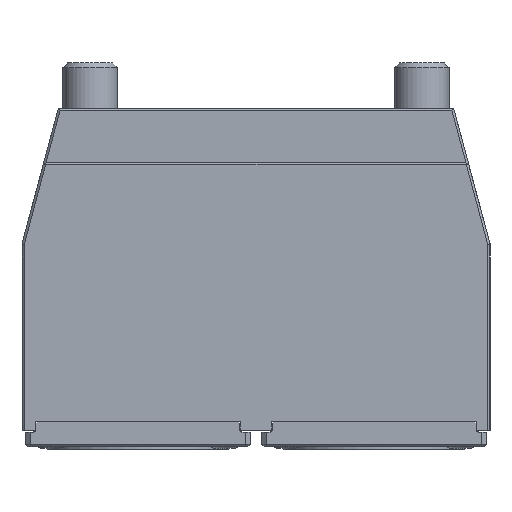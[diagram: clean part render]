
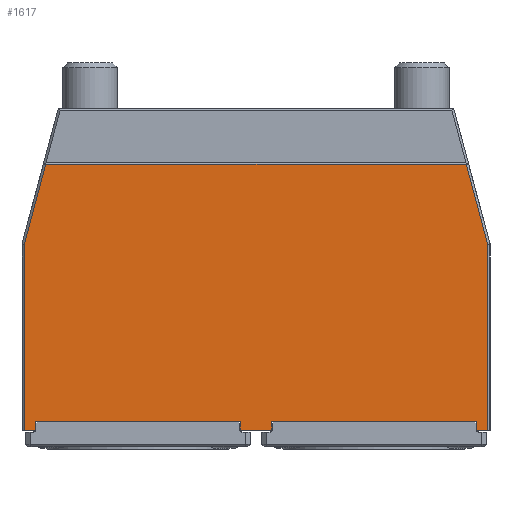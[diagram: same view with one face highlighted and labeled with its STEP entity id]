
A CAD part, left-side view. The second image highlights one B-rep face of the part: STEP entity #1617.
In plain terms, the highlighted planar face has unit normal (-1, 0, 0).
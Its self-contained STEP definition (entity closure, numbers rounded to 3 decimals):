
#278=LINE('',#9447,#780);
#280=LINE('',#9451,#782);
#283=LINE('',#9457,#785);
#287=LINE('',#9466,#789);
#290=LINE('',#9472,#792);
#294=LINE('',#9481,#796);
#297=LINE('',#9486,#799);
#299=LINE('',#9490,#801);
#303=LINE('',#9497,#805);
#304=LINE('',#9499,#806);
#309=LINE('',#9508,#811);
#311=LINE('',#9512,#813);
#315=LINE('',#9520,#817);
#322=LINE('',#9533,#824);
#323=LINE('',#9535,#825);
#324=LINE('',#9537,#826);
#325=LINE('',#9538,#827);
#326=LINE('',#9540,#828);
#780=VECTOR('',#6664,1.);
#782=VECTOR('',#6668,1.);
#785=VECTOR('',#6673,1.);
#789=VECTOR('',#6679,1.);
#792=VECTOR('',#6684,1.);
#796=VECTOR('',#6690,1.);
#799=VECTOR('',#6695,1.);
#801=VECTOR('',#6699,1.);
#805=VECTOR('',#6705,1.);
#806=VECTOR('',#6708,1.);
#811=VECTOR('',#6715,1.);
#813=VECTOR('',#6719,1.);
#817=VECTOR('',#6725,1.);
#824=VECTOR('',#6736,1.);
#825=VECTOR('',#6739,1.);
#826=VECTOR('',#6740,1.);
#827=VECTOR('',#6741,1.);
#828=VECTOR('',#6742,1.);
#1617=ADVANCED_FACE('',(#2145),#1924,.F.);
#1924=PLANE('',#5792);
#2145=FACE_OUTER_BOUND('',#2435,.T.);
#2435=EDGE_LOOP('',(#3359,#3360,#3361,#3362,#3363,#3364,#3365,#3366,#3367,
#3368,#3369,#3370,#3371,#3372,#3373,#3374,#3375,#3376));
#3359=ORIENTED_EDGE('',*,*,#5027,.T.);
#3360=ORIENTED_EDGE('',*,*,#5022,.T.);
#3361=ORIENTED_EDGE('',*,*,#5021,.T.);
#3362=ORIENTED_EDGE('',*,*,#5017,.T.);
#3363=ORIENTED_EDGE('',*,*,#5015,.T.);
#3364=ORIENTED_EDGE('',*,*,#5012,.T.);
#3365=ORIENTED_EDGE('',*,*,#5040,.F.);
#3366=ORIENTED_EDGE('',*,*,#5041,.F.);
#3367=ORIENTED_EDGE('',*,*,#5042,.F.);
#3368=ORIENTED_EDGE('',*,*,#5029,.T.);
#3369=ORIENTED_EDGE('',*,*,#5008,.T.);
#3370=ORIENTED_EDGE('',*,*,#5005,.T.);
#3371=ORIENTED_EDGE('',*,*,#5033,.F.);
#3372=ORIENTED_EDGE('',*,*,#5043,.F.);
#3373=ORIENTED_EDGE('',*,*,#5044,.F.);
#3374=ORIENTED_EDGE('',*,*,#5001,.T.);
#3375=ORIENTED_EDGE('',*,*,#4998,.T.);
#3376=ORIENTED_EDGE('',*,*,#4996,.T.);
#4400=VERTEX_POINT('',#9444);
#4401=VERTEX_POINT('',#9446);
#4403=VERTEX_POINT('',#9452);
#4405=VERTEX_POINT('',#9458);
#4408=VERTEX_POINT('',#9465);
#4409=VERTEX_POINT('',#9467);
#4411=VERTEX_POINT('',#9473);
#4414=VERTEX_POINT('',#9480);
#4415=VERTEX_POINT('',#9482);
#4416=VERTEX_POINT('',#9487);
#4417=VERTEX_POINT('',#9491);
#4418=VERTEX_POINT('',#9495);
#4419=VERTEX_POINT('',#9500);
#4423=VERTEX_POINT('',#9513);
#4425=VERTEX_POINT('',#9519);
#4429=VERTEX_POINT('',#9532);
#4430=VERTEX_POINT('',#9536);
#4431=VERTEX_POINT('',#9539);
#4996=EDGE_CURVE('',#4400,#4401,#278,.T.);
#4998=EDGE_CURVE('',#4403,#4400,#280,.T.);
#5001=EDGE_CURVE('',#4405,#4403,#283,.T.);
#5005=EDGE_CURVE('',#4409,#4408,#287,.T.);
#5008=EDGE_CURVE('',#4411,#4409,#290,.T.);
#5012=EDGE_CURVE('',#4415,#4414,#294,.T.);
#5015=EDGE_CURVE('',#4416,#4415,#297,.T.);
#5017=EDGE_CURVE('',#4417,#4416,#299,.T.);
#5021=EDGE_CURVE('',#4418,#4417,#303,.T.);
#5022=EDGE_CURVE('',#4419,#4418,#304,.T.);
#5027=EDGE_CURVE('',#4401,#4419,#309,.T.);
#5029=EDGE_CURVE('',#4423,#4411,#311,.T.);
#5033=EDGE_CURVE('',#4425,#4408,#315,.T.);
#5040=EDGE_CURVE('',#4429,#4414,#322,.T.);
#5041=EDGE_CURVE('',#4430,#4429,#323,.T.);
#5042=EDGE_CURVE('',#4423,#4430,#324,.T.);
#5043=EDGE_CURVE('',#4431,#4425,#325,.T.);
#5044=EDGE_CURVE('',#4405,#4431,#326,.T.);
#5792=AXIS2_PLACEMENT_3D('',#9541,#6743,#6744);
#6664=DIRECTION('',(0.,0.,1.));
#6668=DIRECTION('',(0.,-1.,0.));
#6673=DIRECTION('',(0.,-0.5,-0.866));
#6679=DIRECTION('',(0.,-0.5,0.866));
#6684=DIRECTION('',(0.,-1.,0.));
#6690=DIRECTION('',(0.,-0.5,0.866));
#6695=DIRECTION('',(0.,-1.,0.));
#6699=DIRECTION('',(0.,0.,-1.));
#6705=DIRECTION('',(0.,0.259,-0.966));
#6708=DIRECTION('',(0.,1.,0.));
#6715=DIRECTION('',(0.,0.259,0.966));
#6719=DIRECTION('',(0.,-0.5,-0.866));
#6725=DIRECTION('',(0.,0.,-1.));
#6736=DIRECTION('',(0.,0.,-1.));
#6739=DIRECTION('',(0.,1.,0.));
#6740=DIRECTION('',(0.,0.,1.));
#6741=DIRECTION('',(0.,1.,0.));
#6742=DIRECTION('',(0.,0.,1.));
#6743=DIRECTION('',(1.,0.,0.));
#6744=DIRECTION('',(0.,0.,1.));
#9444=CARTESIAN_POINT('',(-49.,-51.,-66.));
#9446=CARTESIAN_POINT('',(-49.,-51.,-24.922));
#9447=CARTESIAN_POINT('',(-49.,-51.,-24.856));
#9451=CARTESIAN_POINT('',(-49.,51.5,-66.));
#9452=CARTESIAN_POINT('',(-49.,-48.745,-66.));
#9457=CARTESIAN_POINT('',(-49.,-34.193,-40.795));
#9458=CARTESIAN_POINT('',(-49.,-48.514,-65.6));
#9465=CARTESIAN_POINT('',(-49.,-3.486,-65.6));
#9466=CARTESIAN_POINT('',(-49.,-1.807,-68.507));
#9467=CARTESIAN_POINT('',(-49.,-3.255,-66.));
#9472=CARTESIAN_POINT('',(-49.,51.5,-66.));
#9473=CARTESIAN_POINT('',(-49.,3.255,-66.));
#9480=CARTESIAN_POINT('',(-49.,48.514,-65.6));
#9481=CARTESIAN_POINT('',(-49.,50.193,-68.507));
#9482=CARTESIAN_POINT('',(-49.,48.745,-66.));
#9486=CARTESIAN_POINT('',(-49.,51.5,-66.));
#9487=CARTESIAN_POINT('',(-49.,51.,-66.));
#9490=CARTESIAN_POINT('',(-49.,51.,-66.));
#9491=CARTESIAN_POINT('',(-49.,51.,-24.922));
#9495=CARTESIAN_POINT('',(-49.,46.278,-7.3));
#9497=CARTESIAN_POINT('',(-49.,61.303,-63.373));
#9499=CARTESIAN_POINT('',(-49.,51.5,-7.3));
#9500=CARTESIAN_POINT('',(-49.,-46.278,-7.3));
#9508=CARTESIAN_POINT('',(-49.,-43.017,4.871));
#9512=CARTESIAN_POINT('',(-49.,17.807,-40.795));
#9513=CARTESIAN_POINT('',(-49.,3.486,-65.6));
#9519=CARTESIAN_POINT('',(-49.,-3.486,-64.));
#9520=CARTESIAN_POINT('',(-49.,-3.486,-64.));
#9532=CARTESIAN_POINT('',(-49.,48.514,-64.));
#9533=CARTESIAN_POINT('',(-49.,48.514,-64.));
#9535=CARTESIAN_POINT('',(-49.,-7.25,-64.));
#9536=CARTESIAN_POINT('',(-49.,3.486,-64.));
#9537=CARTESIAN_POINT('',(-49.,3.486,-64.));
#9538=CARTESIAN_POINT('',(-49.,-59.25,-64.));
#9539=CARTESIAN_POINT('',(-49.,-48.514,-64.));
#9540=CARTESIAN_POINT('',(-49.,-48.514,-64.));
#9541=CARTESIAN_POINT('',(-49.,51.5,-66.));
